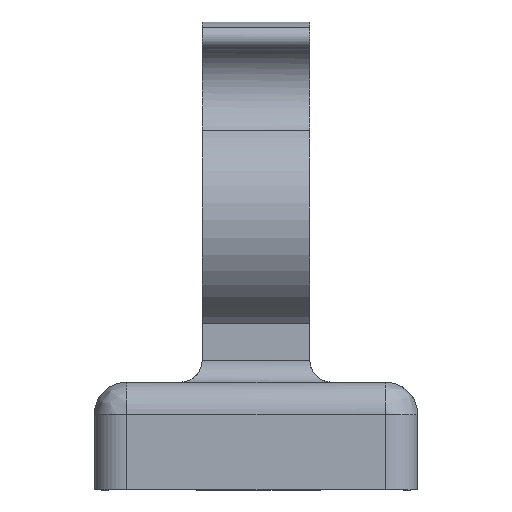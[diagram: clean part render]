
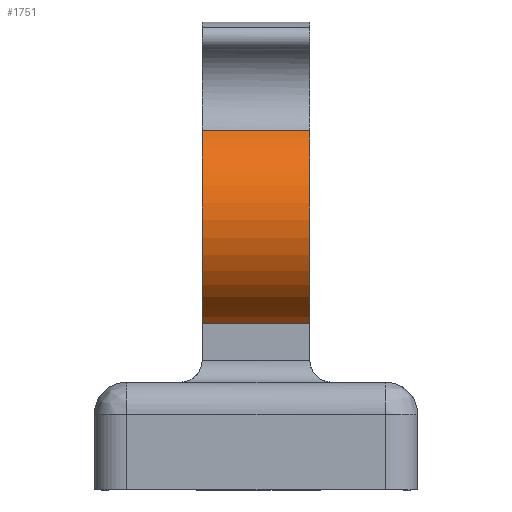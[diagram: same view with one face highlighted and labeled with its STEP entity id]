
A CAD part, left-side view. The second image highlights one B-rep face of the part: STEP entity #1751.
In plain terms, the highlighted free-form (B-spline) face has degree [2, 1] with [3, 2] control points.
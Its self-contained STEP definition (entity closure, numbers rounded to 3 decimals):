
#851 = VERTEX_POINT('',#852);
#852 = CARTESIAN_POINT('',(-2.203,7.344,
    -7.006));
#857 = EDGE_CURVE('',#851,#858,#860,.T.);
#858 = VERTEX_POINT('',#859);
#859 = CARTESIAN_POINT('',(-4.074,7.344,6.111
    ));
#860 = ( BOUNDED_CURVE() B_SPLINE_CURVE(2,(#861,#862,#863),
.UNSPECIFIED.,.F.,.F.) B_SPLINE_CURVE_WITH_KNOTS((3,3),(0.,
2.249),.PIECEWISE_BEZIER_KNOTS.) CURVE() 
GEOMETRIC_REPRESENTATION_ITEM() RATIONAL_B_SPLINE_CURVE((1.,
0.432,1.)) REPRESENTATION_ITEM('') );
#861 = CARTESIAN_POINT('',(-2.203,7.344,
    -7.006));
#862 = CARTESIAN_POINT('',(-16.843,7.344,
    -2.402));
#863 = CARTESIAN_POINT('',(-4.074,7.344,6.111
    ));
#1583 = VERTEX_POINT('',#1584);
#1584 = CARTESIAN_POINT('',(-4.074,0.,6.111));
#1592 = EDGE_CURVE('',#1593,#1583,#1595,.T.);
#1593 = VERTEX_POINT('',#1594);
#1594 = CARTESIAN_POINT('',(-2.203,0.,-7.006));
#1595 = ( BOUNDED_CURVE() B_SPLINE_CURVE(2,(#1596,#1597,#1598),
.UNSPECIFIED.,.F.,.F.) B_SPLINE_CURVE_WITH_KNOTS((3,3),(0.,
2.249),.PIECEWISE_BEZIER_KNOTS.) CURVE() 
GEOMETRIC_REPRESENTATION_ITEM() RATIONAL_B_SPLINE_CURVE((1.,
0.432,1.)) REPRESENTATION_ITEM('') );
#1596 = CARTESIAN_POINT('',(-2.203,0.,-7.006));
#1597 = CARTESIAN_POINT('',(-16.843,0.,-2.402));
#1598 = CARTESIAN_POINT('',(-4.074,0.,6.111));
#1734 = EDGE_CURVE('',#1583,#858,#1735,.T.);
#1735 = B_SPLINE_CURVE_WITH_KNOTS('',1,(#1736,#1737),.UNSPECIFIED.,.F.,
  .F.,(2,2),(0.,5.),.PIECEWISE_BEZIER_KNOTS.);
#1736 = CARTESIAN_POINT('',(-4.074,0.,6.111));
#1737 = CARTESIAN_POINT('',(-4.074,7.344,
    6.111));
#1751 = ADVANCED_FACE('',(#1752),#1762,.T.);
#1752 = FACE_BOUND('',#1753,.T.);
#1753 = EDGE_LOOP('',(#1754,#1755,#1756,#1757));
#1754 = ORIENTED_EDGE('',*,*,#1592,.T.);
#1755 = ORIENTED_EDGE('',*,*,#1734,.T.);
#1756 = ORIENTED_EDGE('',*,*,#857,.F.);
#1757 = ORIENTED_EDGE('',*,*,#1758,.F.);
#1758 = EDGE_CURVE('',#1593,#851,#1759,.T.);
#1759 = B_SPLINE_CURVE_WITH_KNOTS('',1,(#1760,#1761),.UNSPECIFIED.,.F.,
  .F.,(2,2),(0.,5.),.PIECEWISE_BEZIER_KNOTS.);
#1760 = CARTESIAN_POINT('',(-2.203,0.,-7.006));
#1761 = CARTESIAN_POINT('',(-2.203,7.344,
    -7.006));
#1762 = ( BOUNDED_SURFACE() B_SPLINE_SURFACE(2,1,(
    (#1763,#1764)
    ,(#1765,#1766)
    ,(#1767,#1768
)),.UNSPECIFIED.,.F.,.F.,.F.) B_SPLINE_SURFACE_WITH_KNOTS((3,3),(2,2),(
    0.,2.249),(0.,5.),.PIECEWISE_BEZIER_KNOTS.) 
GEOMETRIC_REPRESENTATION_ITEM() RATIONAL_B_SPLINE_SURFACE((
    (1.,1.)
    ,(0.432,0.432)
,(1.,1.))) REPRESENTATION_ITEM('') SURFACE() );
#1763 = CARTESIAN_POINT('',(-2.203,0.,-7.006));
#1764 = CARTESIAN_POINT('',(-2.203,7.344,
    -7.006));
#1765 = CARTESIAN_POINT('',(-16.843,0.,-2.402));
#1766 = CARTESIAN_POINT('',(-16.843,7.344,
    -2.402));
#1767 = CARTESIAN_POINT('',(-4.074,0.,6.111));
#1768 = CARTESIAN_POINT('',(-4.074,7.344,
    6.111));
